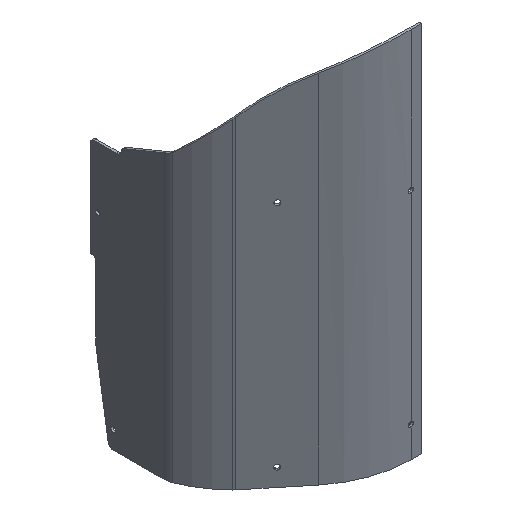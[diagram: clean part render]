
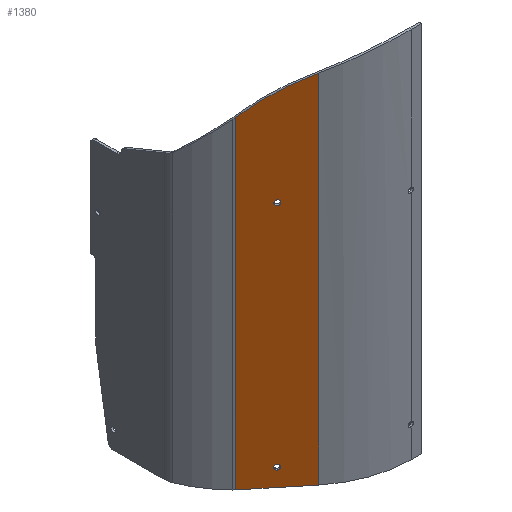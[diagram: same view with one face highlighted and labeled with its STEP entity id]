
A CAD part, isometric view. The second image highlights one B-rep face of the part: STEP entity #1380.
In plain terms, the highlighted planar face has unit normal (-0.632, -0.775, 0).
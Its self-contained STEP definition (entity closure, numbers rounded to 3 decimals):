
#2 = LINE ( 'NONE', #1593, #1963 ) ;
#32 = ORIENTED_EDGE ( 'NONE', *, *, #2047, .T. ) ;
#56 = EDGE_CURVE ( 'NONE', #469, #2100, #501, .T. ) ;
#90 = DIRECTION ( 'NONE',  ( 0.632, 0.775, 0. ) ) ;
#92 = AXIS2_PLACEMENT_3D ( 'NONE', #1611, #197, #1443 ) ;
#197 = DIRECTION ( 'NONE',  ( 0.632, 0.775, 0. ) ) ;
#207 = AXIS2_PLACEMENT_3D ( 'NONE', #1978, #599, #2164 ) ;
#275 = EDGE_LOOP ( 'NONE', ( #1437, #423 ) ) ;
#283 = ORIENTED_EDGE ( 'NONE', *, *, #540, .T. ) ;
#302 = CARTESIAN_POINT ( 'NONE',  ( -920.747, -201.474, 514.348 ) ) ;
#329 = DIRECTION ( 'NONE',  ( 0.775, -0.632, 0. ) ) ;
#331 = CARTESIAN_POINT ( 'NONE',  ( -967.797, -163.058, 485.554 ) ) ;
#336 = CARTESIAN_POINT ( 'NONE',  ( -986.554, -147.743, 0. ) ) ;
#380 = VERTEX_POINT ( 'NONE', #1998 ) ;
#423 = ORIENTED_EDGE ( 'NONE', *, *, #1482, .T. ) ;
#469 = VERTEX_POINT ( 'NONE', #920 ) ;
#482 = EDGE_CURVE ( 'NONE', #380, #767, #1682, .T. ) ;
#492 = CARTESIAN_POINT ( 'NONE',  ( -986.554, -147.743, 0. ) ) ;
#501 = LINE ( 'NONE', #849, #2106 ) ;
#540 = EDGE_CURVE ( 'NONE', #994, #1860, #1282, .T. ) ;
#556 = FACE_OUTER_BOUND ( 'NONE', #1369, .T. ) ;
#590 = CARTESIAN_POINT ( 'NONE',  ( -953.441, -174.779, 355.6 ) ) ;
#599 = DIRECTION ( 'NONE',  ( -0.632, -0.775, 0. ) ) ;
#685 = DIRECTION ( 'NONE',  ( 0., 0., -1. ) ) ;
#690 = AXIS2_PLACEMENT_3D ( 'NONE', #590, #1634, #750 ) ;
#722 = CARTESIAN_POINT ( 'NONE',  ( -986.554, -147.743, 465.172 ) ) ;
#734 = EDGE_CURVE ( 'NONE', #469, #1213, #1106, .T. ) ;
#750 = DIRECTION ( 'NONE',  ( 0.775, -0.632, 0. ) ) ;
#761 = DIRECTION ( 'NONE',  ( 0.632, 0.775, 0. ) ) ;
#767 = VERTEX_POINT ( 'NONE', #2115 ) ;
#849 = CARTESIAN_POINT ( 'NONE',  ( -920.747, -201.474, 850.7 ) ) ;
#920 = CARTESIAN_POINT ( 'NONE',  ( -920.747, -201.474, 514.348 ) ) ;
#964 = EDGE_LOOP ( 'NONE', ( #1914, #283 ) ) ;
#994 = VERTEX_POINT ( 'NONE', #1849 ) ;
#1013 = CARTESIAN_POINT ( 'NONE',  ( -986.554, -147.743, 465.172 ) ) ;
#1025 = ORIENTED_EDGE ( 'NONE', *, *, #734, .T. ) ;
#1026 = CARTESIAN_POINT ( 'NONE',  ( -950.884, -176.867, 25.4 ) ) ;
#1061 = CARTESIAN_POINT ( 'NONE',  ( -920.747, -201.474, 0. ) ) ;
#1106 =( BOUNDED_CURVE ( )  B_SPLINE_CURVE ( 3, ( #302, #2266, #331, #1013 ),
 .UNSPECIFIED., .F., .T. ) 
 B_SPLINE_CURVE_WITH_KNOTS ( ( 4, 4 ),
 ( 2.027, 2.398 ),
 .UNSPECIFIED. ) 
 CURVE ( )  GEOMETRIC_REPRESENTATION_ITEM ( )  RATIONAL_B_SPLINE_CURVE ( ( 1., 0.989, 0.989, 1. ) ) 
 REPRESENTATION_ITEM ( '' )  );
#1177 = CIRCLE ( 'NONE', #92, 3.571 ) ;
#1207 = VERTEX_POINT ( 'NONE', #336 ) ;
#1213 = VERTEX_POINT ( 'NONE', #722 ) ;
#1268 = PLANE ( 'NONE',  #207 ) ;
#1282 = CIRCLE ( 'NONE', #1832, 3.571 ) ;
#1317 = VECTOR ( 'NONE', #329, 1000. ) ;
#1369 = EDGE_LOOP ( 'NONE', ( #32, #1952, #1718, #1025 ) ) ;
#1380 = ADVANCED_FACE ( 'NONE', ( #1449, #1630, #556 ), #1268, .T. ) ;
#1437 = ORIENTED_EDGE ( 'NONE', *, *, #482, .T. ) ;
#1443 = DIRECTION ( 'NONE',  ( 0.775, -0.632, 0. ) ) ;
#1449 = FACE_BOUND ( 'NONE', #964, .T. ) ;
#1482 = EDGE_CURVE ( 'NONE', #767, #380, #2113, .T. ) ;
#1506 = CARTESIAN_POINT ( 'NONE',  ( -953.65, -174.608, 25.4 ) ) ;
#1593 = CARTESIAN_POINT ( 'NONE',  ( -986.554, -147.743, 850.7 ) ) ;
#1602 = DIRECTION ( 'NONE',  ( 0., 0., -1. ) ) ;
#1611 = CARTESIAN_POINT ( 'NONE',  ( -953.65, -174.608, 25.4 ) ) ;
#1630 = FACE_BOUND ( 'NONE', #275, .T. ) ;
#1634 = DIRECTION ( 'NONE',  ( 0.632, 0.775, 0. ) ) ;
#1682 = CIRCLE ( 'NONE', #690, 3.571 ) ;
#1718 = ORIENTED_EDGE ( 'NONE', *, *, #56, .F. ) ;
#1735 = AXIS2_PLACEMENT_3D ( 'NONE', #2179, #761, #1824 ) ;
#1824 = DIRECTION ( 'NONE',  ( 0.775, -0.632, 0. ) ) ;
#1832 = AXIS2_PLACEMENT_3D ( 'NONE', #1506, #90, #2212 ) ;
#1849 = CARTESIAN_POINT ( 'NONE',  ( -956.417, -172.35, 25.4 ) ) ;
#1860 = VERTEX_POINT ( 'NONE', #1026 ) ;
#1914 = ORIENTED_EDGE ( 'NONE', *, *, #2155, .T. ) ;
#1952 = ORIENTED_EDGE ( 'NONE', *, *, #1997, .T. ) ;
#1963 = VECTOR ( 'NONE', #1602, 1000. ) ;
#1978 = CARTESIAN_POINT ( 'NONE',  ( -986.554, -147.743, 850.7 ) ) ;
#1997 = EDGE_CURVE ( 'NONE', #1207, #2100, #2088, .T. ) ;
#1998 = CARTESIAN_POINT ( 'NONE',  ( -950.675, -177.038, 355.6 ) ) ;
#2047 = EDGE_CURVE ( 'NONE', #1213, #1207, #2, .T. ) ;
#2088 = LINE ( 'NONE', #492, #1317 ) ;
#2100 = VERTEX_POINT ( 'NONE', #1061 ) ;
#2106 = VECTOR ( 'NONE', #685, 1000. ) ;
#2113 = CIRCLE ( 'NONE', #1735, 3.571 ) ;
#2115 = CARTESIAN_POINT ( 'NONE',  ( -956.208, -172.521, 355.6 ) ) ;
#2155 = EDGE_CURVE ( 'NONE', #1860, #994, #1177, .T. ) ;
#2164 = DIRECTION ( 'NONE',  ( 0.775, -0.632, 0. ) ) ;
#2179 = CARTESIAN_POINT ( 'NONE',  ( -953.441, -174.779, 355.6 ) ) ;
#2212 = DIRECTION ( 'NONE',  ( 0.775, -0.632, 0. ) ) ;
#2266 = CARTESIAN_POINT ( 'NONE',  ( -945.608, -181.175, 502.135 ) ) ;
